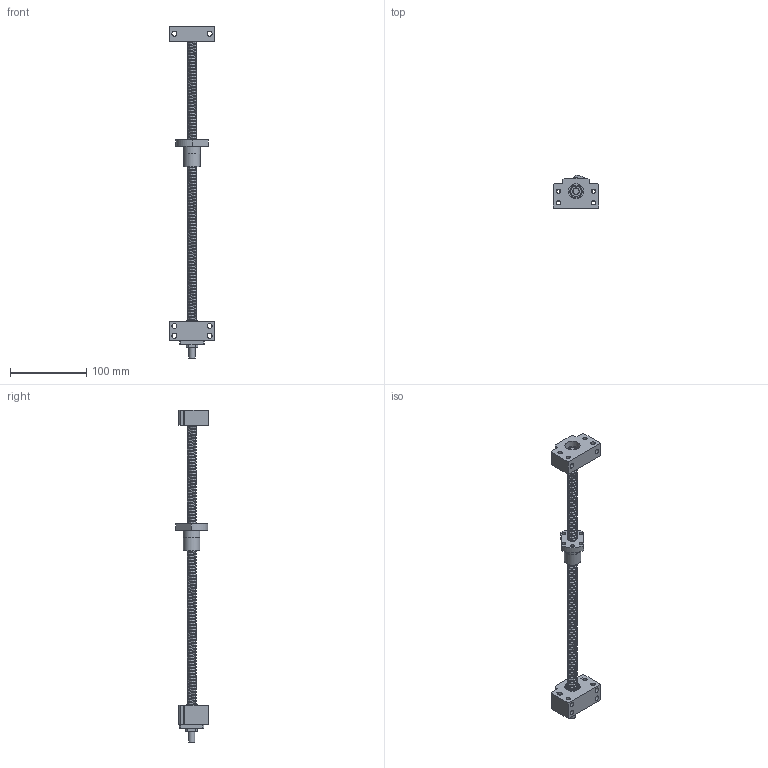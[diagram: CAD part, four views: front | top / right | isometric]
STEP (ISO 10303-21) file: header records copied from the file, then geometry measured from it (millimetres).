
FILE_DESCRIPTION((''),'2;1');
FILE_NAME('BALL SCREW ASSEMBLY.stp','2015-03-02T16:13:48',('jeremy_wasserstrass'),(''),'Autodesk Inventor 2013','Autodesk Inventor 2013','');
FILE_SCHEMA(('AUTOMOTIVE_DESIGN { 1 0 10303 214 1 1 1 1 }'));
Length unit declared in the file: inch
Products named in the file (7): BALL SCREW ASSEMBLY; 1204 BALL NUT; 1204 BALL SCREW; BF10 BEARING BLOCK; BK10 BEARING BLOCK; 5972K286; MMC 6661K820 8mm ID BEARING
Assembly tree (7 placements, depth 2):
  BALL SCREW ASSEMBLY
    1204 BALL NUT
    1204 BALL SCREW
    BF10 BEARING BLOCK
    BK10 BEARING BLOCK
    5972K286  x2
    MMC 6661K820 8mm ID BEARING
Bounding box: 60 x 43 x 434.1 mm (x, y, z)
Volume: 132160.1 mm3; surface area: 61945.1 mm2
Topology: 52 solids, 56 shells, 303 faces, 703 edges, 467 vertices
Faces by surface type: plane 136, cylinder 104, sphere 34, cone 20, torus 6, bspline 3
Full cylindrical faces by diameter (mm): 4.496 x4, 4.8 x6, 5.5 x20, 6.6 x6, 7.5 x4, 8 x3, 8.001 x4, 9.5 x1, 10 x4, 10.8 x6, 12 x6, 13.681 x4, 14.275 x1, 14.593 x8, 16.319 x4, 17.407 x8, 18 x1, 19 x1, 20 x2, 21.5 x1, 22 x6
Entity records: 15235 total; most frequent: CARTESIAN_POINT 9404, DIRECTION 1137, ORIENTED_EDGE 856, EDGE_LOOP 481, AXIS2_PLACEMENT_3D 471, EDGE_CURVE 428, VERTEX_POINT 375, FACE_OUTER_BOUND 262
